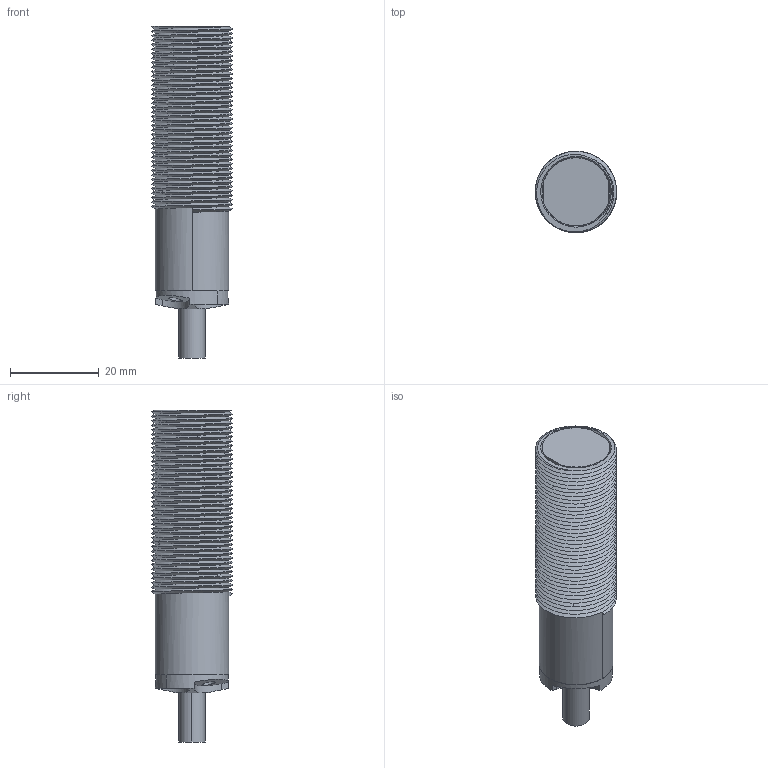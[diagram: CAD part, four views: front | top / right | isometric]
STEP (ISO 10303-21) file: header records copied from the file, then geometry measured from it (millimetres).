
FILE_DESCRIPTION((''),'2;1');
FILE_NAME('155346_SW','2011-02-03T',('banengservice'),('BANNER ENGINEERING'),'PRO/ENGINEER BY PARAMETRIC TECHNOLOGY CORPORATION, 2009141','PRO/ENGINEER BY PARAMETRIC TECHNOLOGY CORPORATION, 2009141','');
FILE_SCHEMA(('CONFIG_CONTROL_DESIGN'));
Length unit declared in the file: inch
Products named in the file (1): 155346_SW
Bounding box: 18.35 x 18.35 x 75.01 mm (x, y, z)
Volume: 5804.4 mm3; surface area: 11480.7 mm2
Topology: 1 solids, 1 shells, 280 faces, 755 edges, 480 vertices
Faces by surface type: cylinder 142, plane 70, cone 36, bspline 26, revolution 4, torus 2
Entity records: 20992 total; most frequent: CARTESIAN_POINT 14341, ORIENTED_EDGE 1502, DIRECTION 1211, EDGE_CURVE 751, VERTEX_POINT 480, AXIS2_PLACEMENT_3D 457, EDGE_LOOP 297, VECTOR 293
